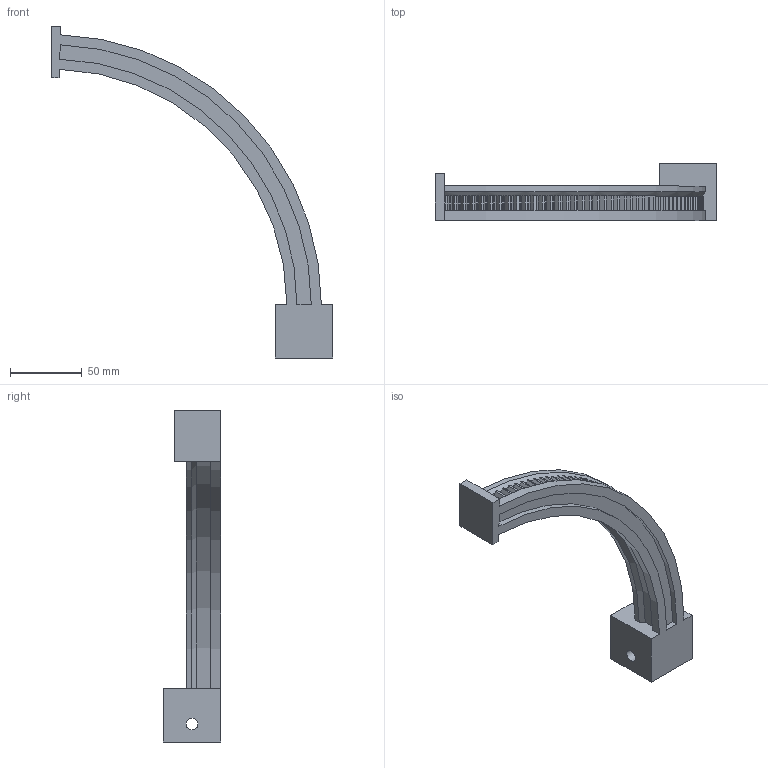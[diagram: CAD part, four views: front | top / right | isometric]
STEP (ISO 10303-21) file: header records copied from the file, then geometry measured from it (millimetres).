
FILE_DESCRIPTION(('STEP AP214'), '1');
FILE_NAME('Âåðòèêàëüíàÿ ðåëüñà', '', ('UNSPECIFIED'), ('UNSPECIFIED'), 'C3D Converter', 'C3D Toolkit', '');
FILE_SCHEMA(('AUTOMOTIVE_DESIGN { 1 0 10303 214 3 1 1}'));
Length unit declared in the file: millimetre
Bounding box: 196 x 40 x 231 mm (x, y, z)
Volume: 162102.6 mm3; surface area: 50274.6 mm2
Topology: 1 solids, 1 shells, 401 faces, 1100 edges, 703 vertices
Faces by surface type: extrusion 181, plane 114, cylinder 104, cone 2
Full cylindrical faces by diameter (mm): 8.3 x2
Entity records: 35864 total; most frequent: CARTESIAN_POINT 26309, ORIENTED_EDGE 2196, DIRECTION 1568, EDGE_CURVE 1098, VERTEX_POINT 703, B_SPLINE_CURVE_WITH_KNOTS 634, VECTOR 526, AXIS2_PLACEMENT_3D 521
